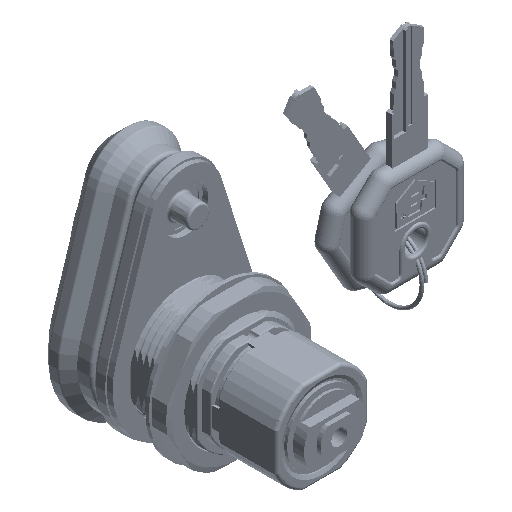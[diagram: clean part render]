
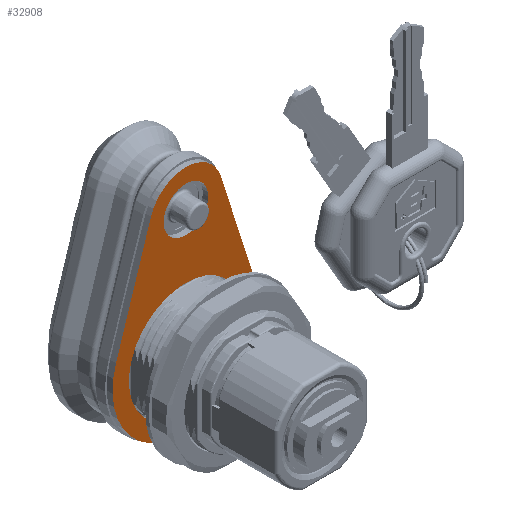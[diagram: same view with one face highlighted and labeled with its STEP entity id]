
A CAD part, isometric view. The second image highlights one B-rep face of the part: STEP entity #32908.
In plain terms, the highlighted face is planar.
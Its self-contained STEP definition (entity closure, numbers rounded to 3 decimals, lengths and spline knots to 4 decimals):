
#1455=FACE_BOUND('',#6051,.T.);
#1456=FACE_BOUND('',#6052,.T.);
#2243=PLANE('',#36597);
#4083=FACE_OUTER_BOUND('',#6050,.T.);
#6050=EDGE_LOOP('',(#30619,#30620,#30621,#30622));
#6051=EDGE_LOOP('',(#30623));
#6052=EDGE_LOOP('',(#30624));
#9462=LINE('',#150942,#12021);
#9463=LINE('',#150946,#12022);
#12021=VECTOR('',#44925,1.1573);
#12022=VECTOR('',#44928,1.1573);
#13444=CIRCLE('',#36596,0.575);
#13445=CIRCLE('',#36598,0.37);
#13446=CIRCLE('',#36599,0.74);
#13447=CIRCLE('',#36600,0.225);
#16416=VERTEX_POINT('',#150936);
#16417=VERTEX_POINT('',#150940);
#16418=VERTEX_POINT('',#150941);
#16419=VERTEX_POINT('',#150943);
#16420=VERTEX_POINT('',#150945);
#16421=VERTEX_POINT('',#150948);
#21179=EDGE_CURVE('',#16416,#16416,#13444,.T.);
#21180=EDGE_CURVE('',#16417,#16418,#9462,.T.);
#21181=EDGE_CURVE('',#16418,#16419,#13445,.T.);
#21182=EDGE_CURVE('',#16419,#16420,#9463,.T.);
#21183=EDGE_CURVE('',#16420,#16417,#13446,.T.);
#21184=EDGE_CURVE('',#16421,#16421,#13447,.T.);
#30619=ORIENTED_EDGE('',*,*,#21180,.T.);
#30620=ORIENTED_EDGE('',*,*,#21181,.T.);
#30621=ORIENTED_EDGE('',*,*,#21182,.T.);
#30622=ORIENTED_EDGE('',*,*,#21183,.T.);
#30623=ORIENTED_EDGE('',*,*,#21184,.T.);
#30624=ORIENTED_EDGE('',*,*,#21179,.T.);
#32908=ADVANCED_FACE('',(#4083,#1455,#1456),#2243,.T.);
#36596=AXIS2_PLACEMENT_3D('',#150938,#44921,#44922);
#36597=AXIS2_PLACEMENT_3D('',#150939,#44923,#44924);
#36598=AXIS2_PLACEMENT_3D('',#150944,#44926,#44927);
#36599=AXIS2_PLACEMENT_3D('',#150947,#44929,#44930);
#36600=AXIS2_PLACEMENT_3D('',#150949,#44931,#44932);
#44921=DIRECTION('center_axis',(0.,-1.,0.));
#44922=DIRECTION('ref_axis',(1.,0.,0.));
#44923=DIRECTION('center_axis',(0.,1.,0.));
#44924=DIRECTION('ref_axis',(1.,0.,0.));
#44925=DIRECTION('',(0.305,0.,0.953));
#44926=DIRECTION('center_axis',(0.,1.,0.));
#44927=DIRECTION('ref_axis',(-0.953,0.,0.305));
#44928=DIRECTION('',(0.305,0.,-0.953));
#44929=DIRECTION('center_axis',(0.,1.,0.));
#44930=DIRECTION('ref_axis',(0.953,0.,0.305));
#44931=DIRECTION('center_axis',(0.,-1.,0.));
#44932=DIRECTION('ref_axis',(1.,0.,0.));
#150936=CARTESIAN_POINT('',(-0.575,0.06,0.));
#150938=CARTESIAN_POINT('Origin',(0.,0.06,0.));
#150939=CARTESIAN_POINT('Origin',(0.,0.06,0.));
#150940=CARTESIAN_POINT('',(-0.7049,0.06,0.2253));
#150941=CARTESIAN_POINT('',(-0.3524,0.06,1.3277));
#150942=CARTESIAN_POINT('',(-0.7049,0.06,0.2253));
#150943=CARTESIAN_POINT('',(0.3524,0.06,1.3277));
#150944=CARTESIAN_POINT('Origin',(0.,0.06,1.215));
#150945=CARTESIAN_POINT('',(0.7049,0.06,0.2253));
#150946=CARTESIAN_POINT('',(0.3524,0.06,1.3277));
#150947=CARTESIAN_POINT('Origin',(0.,0.06,0.));
#150948=CARTESIAN_POINT('',(-0.225,0.06,1.215));
#150949=CARTESIAN_POINT('Origin',(0.,0.06,1.215));
